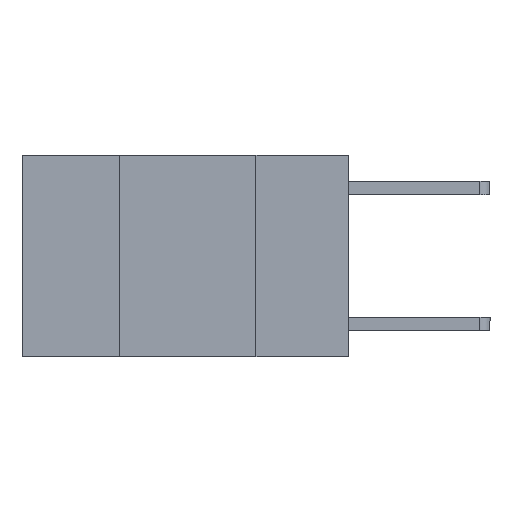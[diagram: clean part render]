
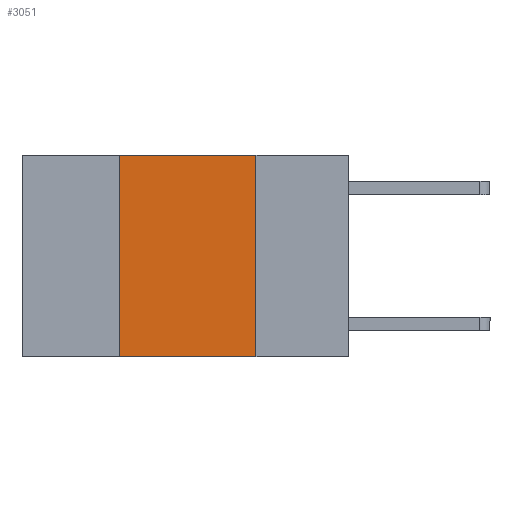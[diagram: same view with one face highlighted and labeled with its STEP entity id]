
A CAD part, left-side view. The second image highlights one B-rep face of the part: STEP entity #3051.
In plain terms, the highlighted planar face has unit normal (-1, 0, 0).
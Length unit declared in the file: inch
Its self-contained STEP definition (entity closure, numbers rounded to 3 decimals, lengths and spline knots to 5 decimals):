
#17 = LINE ( 'NONE', #5153, #8863 ) ;
#103 = EDGE_CURVE ( 'NONE', #10668, #1691, #6341, .T. ) ;
#151 = AXIS2_PLACEMENT_3D ( 'NONE', #1656, #1631, #1613 ) ;
#597 = EDGE_CURVE ( 'NONE', #1691, #10317, #7991, .T. ) ;
#1463 = VECTOR ( 'NONE', #5406, 39.37008 ) ;
#1613 = DIRECTION ( 'NONE',  ( 0., 0., -1. ) ) ;
#1631 = DIRECTION ( 'NONE',  ( 1., 0., 0. ) ) ;
#1656 = CARTESIAN_POINT ( 'NONE',  ( 0., 0.6, 0. ) ) ;
#1663 = PLANE ( 'NONE',  #151 ) ;
#1691 = VERTEX_POINT ( 'NONE', #3531 ) ;
#2064 = DIRECTION ( 'NONE',  ( 0., 0., -1. ) ) ;
#2184 = DIRECTION ( 'NONE',  ( 0., -1., 0. ) ) ;
#2237 = ORIENTED_EDGE ( 'NONE', *, *, #2326, .T. ) ;
#2252 = DIRECTION ( 'NONE',  ( 0., -1., 0. ) ) ;
#2326 = EDGE_CURVE ( 'NONE', #2973, #10317, #17, .T. ) ;
#2648 = CARTESIAN_POINT ( 'NONE',  ( 0., 0.42, 0. ) ) ;
#2846 = EDGE_CURVE ( 'NONE', #2973, #10668, #3723, .T. ) ;
#2973 = VERTEX_POINT ( 'NONE', #3493 ) ;
#3051 = ADVANCED_FACE ( 'NONE', ( #10750 ), #1663, .F. ) ;
#3493 = CARTESIAN_POINT ( 'NONE',  ( 0., 0.42, -0.37 ) ) ;
#3531 = CARTESIAN_POINT ( 'NONE',  ( 0., 0.17, 0. ) ) ;
#3593 = CARTESIAN_POINT ( 'NONE',  ( 0., 0.17, -0.37 ) ) ;
#3723 = LINE ( 'NONE', #5393, #1463 ) ;
#3879 = VECTOR ( 'NONE', #2184, 39.37008 ) ;
#4294 = ORIENTED_EDGE ( 'NONE', *, *, #597, .F. ) ;
#5153 = CARTESIAN_POINT ( 'NONE',  ( 0., 0.6, -0.37 ) ) ;
#5393 = CARTESIAN_POINT ( 'NONE',  ( 0., 0.42, 0. ) ) ;
#5406 = DIRECTION ( 'NONE',  ( 0., 0., 1. ) ) ;
#5465 = VECTOR ( 'NONE', #2064, 39.37008 ) ;
#5912 = EDGE_LOOP ( 'NONE', ( #4294, #10011, #8233, #2237 ) ) ;
#6341 = LINE ( 'NONE', #10530, #3879 ) ;
#7991 = LINE ( 'NONE', #9965, #5465 ) ;
#8233 = ORIENTED_EDGE ( 'NONE', *, *, #2846, .F. ) ;
#8863 = VECTOR ( 'NONE', #2252, 39.37008 ) ;
#9965 = CARTESIAN_POINT ( 'NONE',  ( 0., 0.17, 0. ) ) ;
#10011 = ORIENTED_EDGE ( 'NONE', *, *, #103, .F. ) ;
#10317 = VERTEX_POINT ( 'NONE', #3593 ) ;
#10530 = CARTESIAN_POINT ( 'NONE',  ( 0., 0.6, 0. ) ) ;
#10668 = VERTEX_POINT ( 'NONE', #2648 ) ;
#10750 = FACE_OUTER_BOUND ( 'NONE', #5912, .T. ) ;
